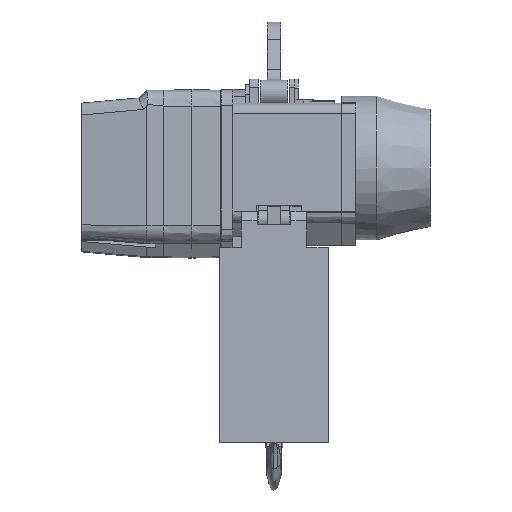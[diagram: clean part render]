
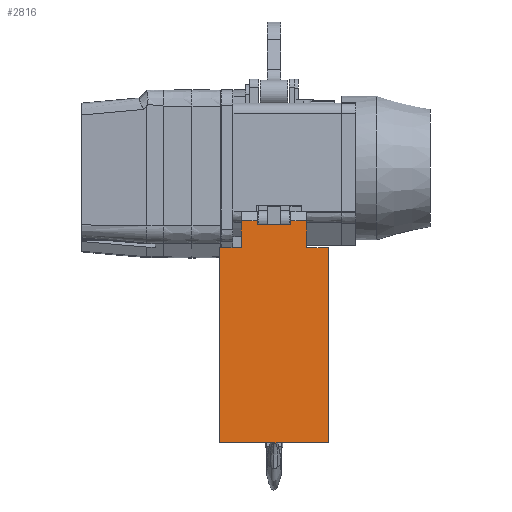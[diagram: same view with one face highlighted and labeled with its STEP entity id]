
A CAD part, left-side view. The second image highlights one B-rep face of the part: STEP entity #2816.
In plain terms, the highlighted face is planar.
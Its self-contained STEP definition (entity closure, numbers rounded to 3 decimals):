
#2816=ADVANCED_FACE('',(#5555),#5556,.T.);
#5555=FACE_OUTER_BOUND('',#15993,.T.);
#5556=PLANE('',#15994);
#15993=EDGE_LOOP('',(#23393,#23394,#23395,#23396,#23397,#23398,#23399,#23400,#23401,#23402,#23403,#23404));
#15994=AXIS2_PLACEMENT_3D('',#23405,#23406,#23407);
#23393=ORIENTED_EDGE('',*,*,#25835,.F.);
#23394=ORIENTED_EDGE('',*,*,#26759,.F.);
#23395=ORIENTED_EDGE('',*,*,#24729,.T.);
#23396=ORIENTED_EDGE('',*,*,#26315,.T.);
#23397=ORIENTED_EDGE('',*,*,#25203,.F.);
#23398=ORIENTED_EDGE('',*,*,#26422,.F.);
#23399=ORIENTED_EDGE('',*,*,#24912,.F.);
#23400=ORIENTED_EDGE('',*,*,#25164,.T.);
#23401=ORIENTED_EDGE('',*,*,#24747,.T.);
#23402=ORIENTED_EDGE('',*,*,#26817,.F.);
#23403=ORIENTED_EDGE('',*,*,#24243,.F.);
#23404=ORIENTED_EDGE('',*,*,#26542,.T.);
#23405=CARTESIAN_POINT('',(78.891,-311.4,-65.));
#23406=DIRECTION('',(0.999,0.052,0.));
#23407=DIRECTION('',(-0.052,0.999,0.));
#24243=EDGE_CURVE('',#27445,#27446,#27447,.T.);
#24729=EDGE_CURVE('',#28330,#28331,#28332,.T.);
#24747=EDGE_CURVE('',#28359,#28357,#28360,.T.);
#24912=EDGE_CURVE('',#28636,#28637,#28638,.T.);
#25164=EDGE_CURVE('',#28636,#28359,#29064,.T.);
#25203=EDGE_CURVE('',#29123,#29124,#29125,.T.);
#25835=EDGE_CURVE('',#30074,#30076,#30077,.T.);
#26315=EDGE_CURVE('',#28331,#29124,#30713,.T.);
#26422=EDGE_CURVE('',#28637,#29123,#30853,.T.);
#26542=EDGE_CURVE('',#27445,#30076,#31002,.T.);
#26759=EDGE_CURVE('',#28330,#30074,#31288,.T.);
#26817=EDGE_CURVE('',#27446,#28357,#31353,.T.);
#27445=VERTEX_POINT('',#32243);
#27446=VERTEX_POINT('',#32244);
#27447=LINE('',#32245,#32246);
#28330=VERTEX_POINT('',#33775);
#28331=VERTEX_POINT('',#33776);
#28332=LINE('',#33777,#33778);
#28357=VERTEX_POINT('',#33815);
#28359=VERTEX_POINT('',#33818);
#28360=LINE('',#33819,#33820);
#28636=VERTEX_POINT('',#34242);
#28637=VERTEX_POINT('',#34243);
#28638=LINE('',#34244,#34245);
#29064=LINE('',#34953,#34954);
#29123=VERTEX_POINT('',#35068);
#29124=VERTEX_POINT('',#35069);
#29125=LINE('',#35070,#35071);
#30074=VERTEX_POINT('',#37379);
#30076=VERTEX_POINT('',#37382);
#30077=LINE('',#37383,#37384);
#30713=LINE('',#38596,#38597);
#30853=LINE('',#38917,#38918);
#31002=LINE('',#39185,#39186);
#31288=LINE('',#39706,#39707);
#31353=LINE('',#39815,#39816);
#32243=CARTESIAN_POINT('',(78.891,-311.4,-65.));
#32244=CARTESIAN_POINT('',(78.891,-311.4,65.));
#32245=CARTESIAN_POINT('',(78.891,-311.4,-65.));
#32246=VECTOR('',#40720,1.);
#33775=CARTESIAN_POINT('',(64.975,-45.875,-39.));
#33776=CARTESIAN_POINT('',(64.975,-45.875,-20.));
#33777=CARTESIAN_POINT('',(64.975,-45.875,-39.));
#33778=VECTOR('',#41325,1.);
#33815=CARTESIAN_POINT('',(66.654,-77.9,65.));
#33818=CARTESIAN_POINT('',(66.654,-77.9,39.));
#33819=CARTESIAN_POINT('',(66.654,-77.9,39.));
#33820=VECTOR('',#41339,1.);
#34242=CARTESIAN_POINT('',(64.975,-45.875,39.));
#34243=CARTESIAN_POINT('',(64.975,-45.875,20.));
#34244=CARTESIAN_POINT('',(64.975,-45.875,39.));
#34245=VECTOR('',#41561,1.);
#34953=CARTESIAN_POINT('',(64.975,-45.875,39.));
#34954=VECTOR('',#41861,1.);
#35068=CARTESIAN_POINT('',(65.186,-49.9,20.));
#35069=CARTESIAN_POINT('',(65.186,-49.9,-20.));
#35070=CARTESIAN_POINT('',(65.186,-49.9,20.));
#35071=VECTOR('',#41894,1.);
#37379=CARTESIAN_POINT('',(66.654,-77.9,-39.));
#37382=CARTESIAN_POINT('',(66.654,-77.9,-65.));
#37383=CARTESIAN_POINT('',(66.654,-77.9,-39.));
#37384=VECTOR('',#42470,1.);
#38596=CARTESIAN_POINT('',(64.975,-45.875,-20.));
#38597=VECTOR('',#42919,1.);
#38917=CARTESIAN_POINT('',(64.975,-45.875,20.));
#38918=VECTOR('',#43011,1.);
#39185=CARTESIAN_POINT('',(78.891,-311.4,-65.));
#39186=VECTOR('',#43116,1.);
#39706=CARTESIAN_POINT('',(64.975,-45.875,-39.));
#39707=VECTOR('',#43322,1.);
#39815=CARTESIAN_POINT('',(78.891,-311.4,65.));
#39816=VECTOR('',#43359,1.);
#40720=DIRECTION('',(0.,0.,1.));
#41325=DIRECTION('',(0.,0.,1.));
#41339=DIRECTION('',(0.,0.,1.));
#41561=DIRECTION('',(0.,0.,-1.));
#41861=DIRECTION('',(0.052,-0.999,0.));
#41894=DIRECTION('',(0.,0.,-1.));
#42470=DIRECTION('',(0.,0.,-1.));
#42919=DIRECTION('',(0.052,-0.999,0.));
#43011=DIRECTION('',(0.052,-0.999,0.));
#43116=DIRECTION('',(-0.052,0.999,0.));
#43322=DIRECTION('',(0.052,-0.999,0.));
#43359=DIRECTION('',(-0.052,0.999,0.));
